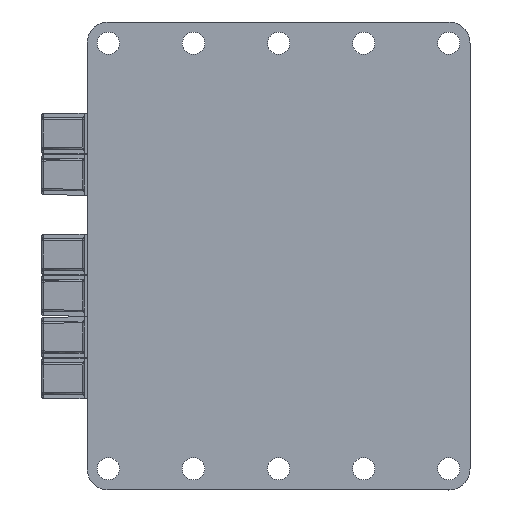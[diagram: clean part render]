
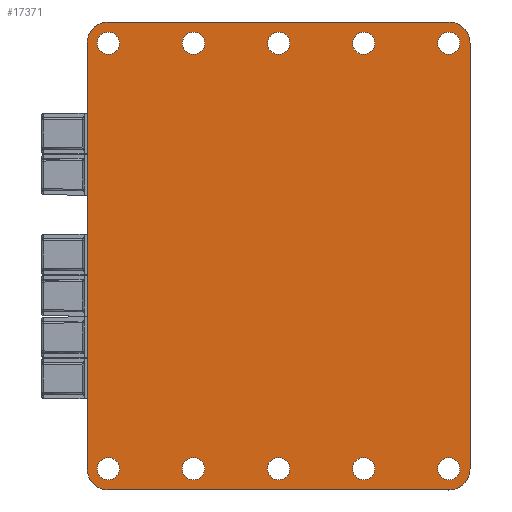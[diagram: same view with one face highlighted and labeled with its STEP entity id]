
A CAD part, left-side view. The second image highlights one B-rep face of the part: STEP entity #17371.
In plain terms, the highlighted planar face has unit normal (-1, 0, 0).
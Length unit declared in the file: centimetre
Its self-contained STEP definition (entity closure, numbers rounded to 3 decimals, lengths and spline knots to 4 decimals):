
#858=FACE_BOUND('',#3276,.T.);
#859=FACE_BOUND('',#3277,.T.);
#860=FACE_BOUND('',#3278,.T.);
#861=FACE_BOUND('',#3279,.T.);
#862=FACE_BOUND('',#3280,.T.);
#863=FACE_BOUND('',#3281,.T.);
#864=FACE_BOUND('',#3282,.T.);
#865=FACE_BOUND('',#3283,.T.);
#866=FACE_BOUND('',#3284,.T.);
#867=FACE_BOUND('',#3285,.T.);
#2304=FACE_OUTER_BOUND('',#3275,.T.);
#3275=EDGE_LOOP('',(#13961,#13962,#13963,#13964,#13965,#13966,#13967,#13968));
#3276=EDGE_LOOP('',(#13969));
#3277=EDGE_LOOP('',(#13970));
#3278=EDGE_LOOP('',(#13971));
#3279=EDGE_LOOP('',(#13972));
#3280=EDGE_LOOP('',(#13973));
#3281=EDGE_LOOP('',(#13974));
#3282=EDGE_LOOP('',(#13975));
#3283=EDGE_LOOP('',(#13976));
#3284=EDGE_LOOP('',(#13977));
#3285=EDGE_LOOP('',(#13978));
#3905=CIRCLE('',#18415,0.4);
#3906=CIRCLE('',#18416,0.4);
#3907=CIRCLE('',#18417,0.4);
#3908=CIRCLE('',#18418,0.4);
#3909=CIRCLE('',#18419,0.21);
#3910=CIRCLE('',#18420,0.21);
#3911=CIRCLE('',#18421,0.21);
#3912=CIRCLE('',#18422,0.21);
#3913=CIRCLE('',#18423,0.21);
#3914=CIRCLE('',#18424,0.21);
#3915=CIRCLE('',#18425,0.21);
#3916=CIRCLE('',#18426,0.21);
#3917=CIRCLE('',#18427,0.21);
#3918=CIRCLE('',#18428,0.21);
#5154=LINE('',#27596,#6835);
#5157=LINE('',#27604,#6838);
#5158=LINE('',#27608,#6839);
#5159=LINE('',#27612,#6840);
#6835=VECTOR('',#21344,8.);
#6838=VECTOR('',#21351,6.4);
#6839=VECTOR('',#21354,8.);
#6840=VECTOR('',#21357,6.4);
#8405=VERTEX_POINT('',#27593);
#8406=VERTEX_POINT('',#27595);
#8408=VERTEX_POINT('',#27601);
#8409=VERTEX_POINT('',#27603);
#8410=VERTEX_POINT('',#27605);
#8411=VERTEX_POINT('',#27607);
#8412=VERTEX_POINT('',#27609);
#8413=VERTEX_POINT('',#27611);
#8414=VERTEX_POINT('',#27614);
#8415=VERTEX_POINT('',#27616);
#8416=VERTEX_POINT('',#27618);
#8417=VERTEX_POINT('',#27620);
#8418=VERTEX_POINT('',#27622);
#8419=VERTEX_POINT('',#27624);
#8420=VERTEX_POINT('',#27626);
#8421=VERTEX_POINT('',#27628);
#8422=VERTEX_POINT('',#27630);
#8423=VERTEX_POINT('',#27632);
#10409=EDGE_CURVE('',#8406,#8405,#5154,.T.);
#10412=EDGE_CURVE('',#8408,#8405,#3905,.T.);
#10413=EDGE_CURVE('',#8408,#8409,#5157,.T.);
#10414=EDGE_CURVE('',#8410,#8409,#3906,.T.);
#10415=EDGE_CURVE('',#8410,#8411,#5158,.T.);
#10416=EDGE_CURVE('',#8412,#8411,#3907,.T.);
#10417=EDGE_CURVE('',#8412,#8413,#5159,.T.);
#10418=EDGE_CURVE('',#8406,#8413,#3908,.T.);
#10419=EDGE_CURVE('',#8414,#8414,#3909,.T.);
#10420=EDGE_CURVE('',#8415,#8415,#3910,.T.);
#10421=EDGE_CURVE('',#8416,#8416,#3911,.T.);
#10422=EDGE_CURVE('',#8417,#8417,#3912,.T.);
#10423=EDGE_CURVE('',#8418,#8418,#3913,.T.);
#10424=EDGE_CURVE('',#8419,#8419,#3914,.T.);
#10425=EDGE_CURVE('',#8420,#8420,#3915,.T.);
#10426=EDGE_CURVE('',#8421,#8421,#3916,.T.);
#10427=EDGE_CURVE('',#8422,#8422,#3917,.T.);
#10428=EDGE_CURVE('',#8423,#8423,#3918,.T.);
#13961=ORIENTED_EDGE('',*,*,#10412,.F.);
#13962=ORIENTED_EDGE('',*,*,#10413,.T.);
#13963=ORIENTED_EDGE('',*,*,#10414,.F.);
#13964=ORIENTED_EDGE('',*,*,#10415,.T.);
#13965=ORIENTED_EDGE('',*,*,#10416,.F.);
#13966=ORIENTED_EDGE('',*,*,#10417,.T.);
#13967=ORIENTED_EDGE('',*,*,#10418,.F.);
#13968=ORIENTED_EDGE('',*,*,#10409,.T.);
#13969=ORIENTED_EDGE('',*,*,#10419,.T.);
#13970=ORIENTED_EDGE('',*,*,#10420,.T.);
#13971=ORIENTED_EDGE('',*,*,#10421,.T.);
#13972=ORIENTED_EDGE('',*,*,#10422,.T.);
#13973=ORIENTED_EDGE('',*,*,#10423,.T.);
#13974=ORIENTED_EDGE('',*,*,#10424,.T.);
#13975=ORIENTED_EDGE('',*,*,#10425,.T.);
#13976=ORIENTED_EDGE('',*,*,#10426,.T.);
#13977=ORIENTED_EDGE('',*,*,#10427,.T.);
#13978=ORIENTED_EDGE('',*,*,#10428,.T.);
#16701=PLANE('',#18414);
#17371=ADVANCED_FACE('',(#2304,#858,#859,#860,#861,#862,#863,#864,#865,
#866,#867),#16701,.F.);
#18414=AXIS2_PLACEMENT_3D('',#27600,#21347,#21348);
#18415=AXIS2_PLACEMENT_3D('',#27602,#21349,#21350);
#18416=AXIS2_PLACEMENT_3D('',#27606,#21352,#21353);
#18417=AXIS2_PLACEMENT_3D('',#27610,#21355,#21356);
#18418=AXIS2_PLACEMENT_3D('',#27613,#21358,#21359);
#18419=AXIS2_PLACEMENT_3D('',#27615,#21360,#21361);
#18420=AXIS2_PLACEMENT_3D('',#27617,#21362,#21363);
#18421=AXIS2_PLACEMENT_3D('',#27619,#21364,#21365);
#18422=AXIS2_PLACEMENT_3D('',#27621,#21366,#21367);
#18423=AXIS2_PLACEMENT_3D('',#27623,#21368,#21369);
#18424=AXIS2_PLACEMENT_3D('',#27625,#21370,#21371);
#18425=AXIS2_PLACEMENT_3D('',#27627,#21372,#21373);
#18426=AXIS2_PLACEMENT_3D('',#27629,#21374,#21375);
#18427=AXIS2_PLACEMENT_3D('',#27631,#21376,#21377);
#18428=AXIS2_PLACEMENT_3D('',#27633,#21378,#21379);
#21344=DIRECTION('',(0.,0.,-1.));
#21347=DIRECTION('center_axis',(1.,0.,
0.));
#21348=DIRECTION('ref_axis',(0.,0.,-1.));
#21349=DIRECTION('center_axis',(1.,0.,
0.));
#21350=DIRECTION('ref_axis',(0.,0.707,-0.707));
#21351=DIRECTION('',(0.,-1.,0.));
#21352=DIRECTION('center_axis',(1.,0.,
0.));
#21353=DIRECTION('ref_axis',(0.,-0.707,-0.707));
#21354=DIRECTION('',(0.,0.,1.));
#21355=DIRECTION('center_axis',(1.,0.,
0.));
#21356=DIRECTION('ref_axis',(0.,-0.707,0.707));
#21357=DIRECTION('',(0.,1.,0.));
#21358=DIRECTION('center_axis',(1.,0.,
0.));
#21359=DIRECTION('ref_axis',(0.,0.707,0.707));
#21360=DIRECTION('center_axis',(1.,0.,
0.));
#21361=DIRECTION('ref_axis',(0.,0.,-1.));
#21362=DIRECTION('center_axis',(1.,0.,
0.));
#21363=DIRECTION('ref_axis',(0.,0.,-1.));
#21364=DIRECTION('center_axis',(1.,0.,
0.));
#21365=DIRECTION('ref_axis',(0.,0.,-1.));
#21366=DIRECTION('center_axis',(1.,0.,
0.));
#21367=DIRECTION('ref_axis',(0.,0.,-1.));
#21368=DIRECTION('center_axis',(1.,0.,
0.));
#21369=DIRECTION('ref_axis',(0.,0.,-1.));
#21370=DIRECTION('center_axis',(1.,0.,
0.));
#21371=DIRECTION('ref_axis',(0.,0.,-1.));
#21372=DIRECTION('center_axis',(1.,0.,
0.));
#21373=DIRECTION('ref_axis',(0.,0.,-1.));
#21374=DIRECTION('center_axis',(1.,0.,
0.));
#21375=DIRECTION('ref_axis',(0.,0.,-1.));
#21376=DIRECTION('center_axis',(1.,0.,
0.));
#21377=DIRECTION('ref_axis',(0.,0.,-1.));
#21378=DIRECTION('center_axis',(1.,0.,
0.));
#21379=DIRECTION('ref_axis',(0.,0.,-1.));
#27593=CARTESIAN_POINT('',(13.9719,-6.7153,-23.9059));
#27595=CARTESIAN_POINT('',(13.9719,-6.716,-15.9059));
#27596=CARTESIAN_POINT('',(13.9719,-6.716,-15.5059));
#27600=CARTESIAN_POINT('Origin',(13.9716,-10.3156,-19.9062));
#27601=CARTESIAN_POINT('',(13.9719,-7.1153,-24.3059));
#27602=CARTESIAN_POINT('Origin',(13.9719,-7.1153,-23.9059));
#27603=CARTESIAN_POINT('',(13.9714,-13.5153,-24.3064));
#27604=CARTESIAN_POINT('',(13.9719,-6.7153,-24.3059));
#27605=CARTESIAN_POINT('',(13.9714,-13.9153,-23.9065));
#27606=CARTESIAN_POINT('Origin',(13.9714,-13.5153,-23.9064));
#27607=CARTESIAN_POINT('',(13.9714,-13.916,-15.9065));
#27608=CARTESIAN_POINT('',(13.9714,-13.9153,-24.3065));
#27609=CARTESIAN_POINT('',(13.9714,-13.516,-15.5064));
#27610=CARTESIAN_POINT('Origin',(13.9714,-13.516,-15.9064));
#27611=CARTESIAN_POINT('',(13.9719,-7.116,-15.5059));
#27612=CARTESIAN_POINT('',(13.9714,-13.916,-15.5065));
#27613=CARTESIAN_POINT('Origin',(13.9719,-7.116,-15.9059));
#27614=CARTESIAN_POINT('',(13.9716,-10.316,-15.6962));
#27615=CARTESIAN_POINT('Origin',(13.9716,-10.316,-15.9062));
#27616=CARTESIAN_POINT('',(13.9718,-8.716,-15.6961));
#27617=CARTESIAN_POINT('Origin',(13.9718,-8.716,-15.9061));
#27618=CARTESIAN_POINT('',(13.9719,-7.116,-15.6959));
#27619=CARTESIAN_POINT('Origin',(13.9719,-7.116,-15.9059));
#27620=CARTESIAN_POINT('',(13.9715,-11.916,-15.6963));
#27621=CARTESIAN_POINT('Origin',(13.9715,-11.916,-15.9063));
#27622=CARTESIAN_POINT('',(13.9714,-13.516,-15.6964));
#27623=CARTESIAN_POINT('Origin',(13.9714,-13.516,-15.9064));
#27624=CARTESIAN_POINT('',(13.9716,-10.3154,-23.6962));
#27625=CARTESIAN_POINT('Origin',(13.9716,-10.3153,-23.9062));
#27626=CARTESIAN_POINT('',(13.9718,-8.7154,-23.6961));
#27627=CARTESIAN_POINT('Origin',(13.9718,-8.7153,-23.9061));
#27628=CARTESIAN_POINT('',(13.9719,-7.1154,-23.6959));
#27629=CARTESIAN_POINT('Origin',(13.9719,-7.1153,-23.9059));
#27630=CARTESIAN_POINT('',(13.9715,-11.9154,-23.6963));
#27631=CARTESIAN_POINT('Origin',(13.9715,-11.9153,-23.9063));
#27632=CARTESIAN_POINT('',(13.9714,-13.5154,-23.6964));
#27633=CARTESIAN_POINT('Origin',(13.9714,-13.5153,-23.9064));
